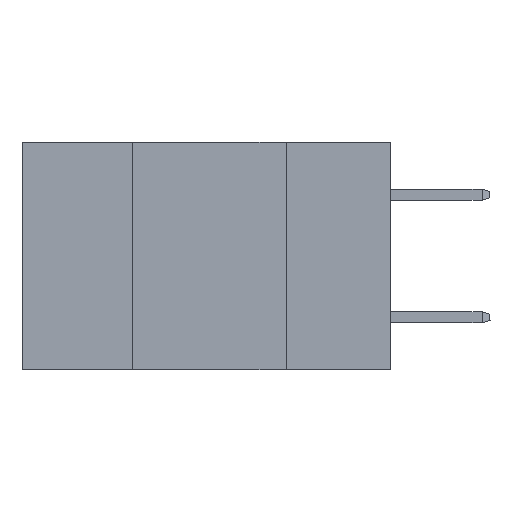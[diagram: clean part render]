
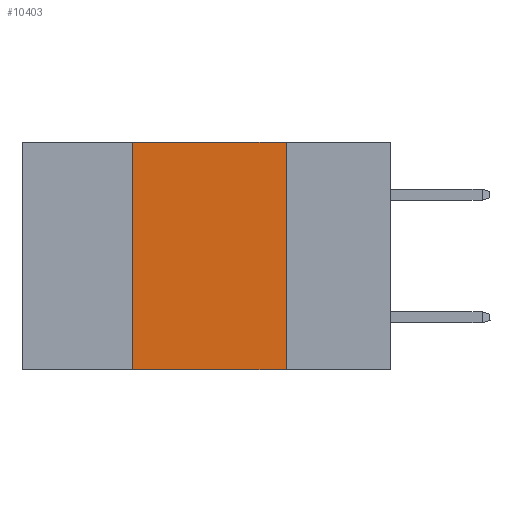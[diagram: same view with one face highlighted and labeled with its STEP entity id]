
A CAD part, left-side view. The second image highlights one B-rep face of the part: STEP entity #10403.
In plain terms, the highlighted planar face has unit normal (-1, 0, 0).
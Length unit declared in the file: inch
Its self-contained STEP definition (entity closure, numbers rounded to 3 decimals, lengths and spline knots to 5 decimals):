
#588 = LINE ( 'NONE', #1169, #25526 ) ;
#814 = ORIENTED_EDGE ( 'NONE', *, *, #2447, .F. ) ;
#1014 = FACE_OUTER_BOUND ( 'NONE', #28636, .T. ) ;
#1169 = CARTESIAN_POINT ( 'NONE',  ( 0., 0.17, 0. ) ) ;
#1539 = CARTESIAN_POINT ( 'NONE',  ( 0., 0.42, -0.37 ) ) ;
#2447 = EDGE_CURVE ( 'NONE', #5603, #16010, #26927, .T. ) ;
#3412 = CARTESIAN_POINT ( 'NONE',  ( 0., 0.17, 0. ) ) ;
#3996 = LINE ( 'NONE', #31153, #26261 ) ;
#4653 = DIRECTION ( 'NONE',  ( 0., -1., 0. ) ) ;
#5603 = VERTEX_POINT ( 'NONE', #14882 ) ;
#7450 = ORIENTED_EDGE ( 'NONE', *, *, #25058, .F. ) ;
#7852 = DIRECTION ( 'NONE',  ( 0., 0., -1. ) ) ;
#8339 = AXIS2_PLACEMENT_3D ( 'NONE', #25048, #24944, #7852 ) ;
#10403 = ADVANCED_FACE ( 'NONE', ( #1014 ), #27353, .F. ) ;
#13577 = CARTESIAN_POINT ( 'NONE',  ( 0., 0.17, -0.37 ) ) ;
#14099 = DIRECTION ( 'NONE',  ( 0., 0., 1. ) ) ;
#14200 = VERTEX_POINT ( 'NONE', #1539 ) ;
#14228 = VERTEX_POINT ( 'NONE', #13577 ) ;
#14302 = EDGE_CURVE ( 'NONE', #14200, #14228, #25723, .T. ) ;
#14882 = CARTESIAN_POINT ( 'NONE',  ( 0., 0.42, 0. ) ) ;
#16010 = VERTEX_POINT ( 'NONE', #3412 ) ;
#16699 = VECTOR ( 'NONE', #21641, 39.37008 ) ;
#21430 = CARTESIAN_POINT ( 'NONE',  ( 0., 0.6, 0. ) ) ;
#21641 = DIRECTION ( 'NONE',  ( 0., -1., 0. ) ) ;
#24944 = DIRECTION ( 'NONE',  ( 1., 0., 0. ) ) ;
#25048 = CARTESIAN_POINT ( 'NONE',  ( 0., 0.6, 0. ) ) ;
#25058 = EDGE_CURVE ( 'NONE', #16010, #14228, #588, .T. ) ;
#25526 = VECTOR ( 'NONE', #25925, 39.37008 ) ;
#25723 = LINE ( 'NONE', #28874, #27179 ) ;
#25925 = DIRECTION ( 'NONE',  ( 0., 0., -1. ) ) ;
#26261 = VECTOR ( 'NONE', #14099, 39.37008 ) ;
#26927 = LINE ( 'NONE', #21430, #16699 ) ;
#27172 = ORIENTED_EDGE ( 'NONE', *, *, #14302, .T. ) ;
#27179 = VECTOR ( 'NONE', #4653, 39.37008 ) ;
#27353 = PLANE ( 'NONE',  #8339 ) ;
#28636 = EDGE_LOOP ( 'NONE', ( #7450, #814, #29055, #27172 ) ) ;
#28874 = CARTESIAN_POINT ( 'NONE',  ( 0., 0.6, -0.37 ) ) ;
#29055 = ORIENTED_EDGE ( 'NONE', *, *, #30104, .F. ) ;
#30104 = EDGE_CURVE ( 'NONE', #14200, #5603, #3996, .T. ) ;
#31153 = CARTESIAN_POINT ( 'NONE',  ( 0., 0.42, 0. ) ) ;
